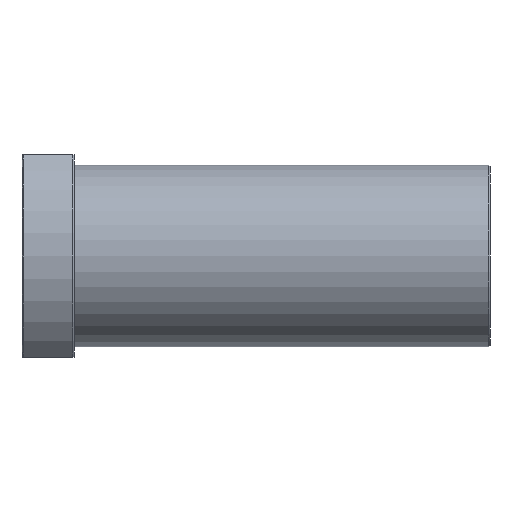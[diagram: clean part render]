
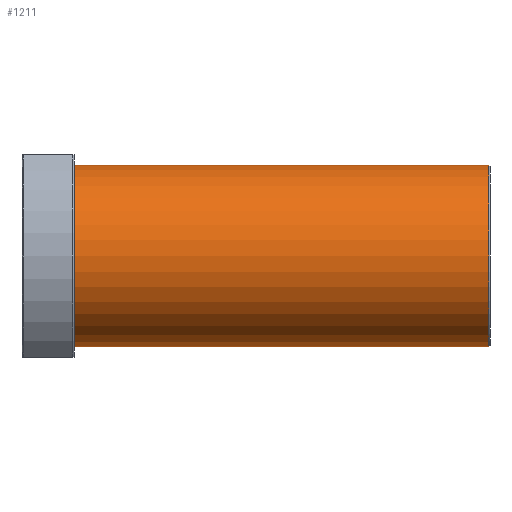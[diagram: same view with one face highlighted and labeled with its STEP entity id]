
A CAD part, front view. The second image highlights one B-rep face of the part: STEP entity #1211.
In plain terms, the highlighted cylindrical face has radius 31.5 mm (diameter 63 mm), a partial arc.
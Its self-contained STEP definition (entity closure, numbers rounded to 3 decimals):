
#23 = CIRCLE ( 'NONE', #797, 31.5 ) ;
#25 = AXIS2_PLACEMENT_3D ( 'NONE', #148, #993, #365 ) ;
#41 = LINE ( 'NONE', #989, #1088 ) ;
#129 = DIRECTION ( 'NONE',  ( 0., 0., 1. ) ) ;
#138 = CARTESIAN_POINT ( 'NONE',  ( -57.941, 0., 31.5 ) ) ;
#148 = CARTESIAN_POINT ( 'NONE',  ( -149.49, 0., 0. ) ) ;
#149 = ORIENTED_EDGE ( 'NONE', *, *, #995, .T. ) ;
#205 = EDGE_LOOP ( 'NONE', ( #444, #276, #149, #484 ) ) ;
#238 = DIRECTION ( 'NONE',  ( 0., 0., 1. ) ) ;
#276 = ORIENTED_EDGE ( 'NONE', *, *, #601, .T. ) ;
#365 = DIRECTION ( 'NONE',  ( 0., 0., 1. ) ) ;
#444 = ORIENTED_EDGE ( 'NONE', *, *, #596, .F. ) ;
#458 = CYLINDRICAL_SURFACE ( 'NONE', #25, 31.5 ) ;
#484 = ORIENTED_EDGE ( 'NONE', *, *, #703, .F. ) ;
#533 = CARTESIAN_POINT ( 'NONE',  ( 85.559, 0., 31.5 ) ) ;
#553 = AXIS2_PLACEMENT_3D ( 'NONE', #1215, #666, #129 ) ;
#574 = DIRECTION ( 'NONE',  ( -1., 0., 0. ) ) ;
#596 = EDGE_CURVE ( 'NONE', #887, #977, #41, .T. ) ;
#601 = EDGE_CURVE ( 'NONE', #887, #974, #746, .T. ) ;
#666 = DIRECTION ( 'NONE',  ( -1., 0., 0. ) ) ;
#703 = EDGE_CURVE ( 'NONE', #977, #714, #23, .T. ) ;
#714 = VERTEX_POINT ( 'NONE', #138 ) ;
#746 = CIRCLE ( 'NONE', #553, 31.5 ) ;
#775 = DIRECTION ( 'NONE',  ( -1., 0., 0. ) ) ;
#797 = AXIS2_PLACEMENT_3D ( 'NONE', #1188, #574, #238 ) ;
#887 = VERTEX_POINT ( 'NONE', #1128 ) ;
#961 = CARTESIAN_POINT ( 'NONE',  ( -57.941, 0., -31.5 ) ) ;
#974 = VERTEX_POINT ( 'NONE', #533 ) ;
#977 = VERTEX_POINT ( 'NONE', #961 ) ;
#989 = CARTESIAN_POINT ( 'NONE',  ( -149.49, 0., -31.5 ) ) ;
#993 = DIRECTION ( 'NONE',  ( -1., 0., 0. ) ) ;
#995 = EDGE_CURVE ( 'NONE', #974, #714, #1177, .T. ) ;
#1056 = CARTESIAN_POINT ( 'NONE',  ( -149.49, 0., 31.5 ) ) ;
#1088 = VECTOR ( 'NONE', #775, 1000. ) ;
#1104 = FACE_OUTER_BOUND ( 'NONE', #205, .T. ) ;
#1128 = CARTESIAN_POINT ( 'NONE',  ( 85.559, 0., -31.5 ) ) ;
#1154 = DIRECTION ( 'NONE',  ( -1., 0., 0. ) ) ;
#1177 = LINE ( 'NONE', #1056, #1202 ) ;
#1188 = CARTESIAN_POINT ( 'NONE',  ( -57.941, 0., 0. ) ) ;
#1202 = VECTOR ( 'NONE', #1154, 1000. ) ;
#1211 = ADVANCED_FACE ( 'NONE', ( #1104 ), #458, .T. ) ;
#1215 = CARTESIAN_POINT ( 'NONE',  ( 85.559, 0., 0. ) ) ;
